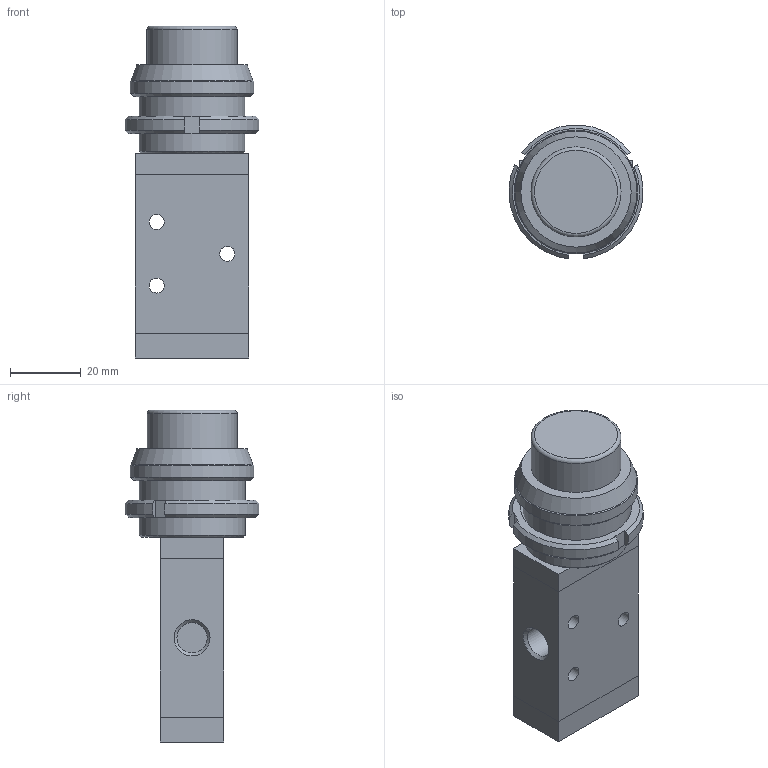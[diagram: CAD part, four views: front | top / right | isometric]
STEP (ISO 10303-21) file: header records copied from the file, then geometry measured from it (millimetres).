
FILE_DESCRIPTION((''),'2;1');
FILE_NAME('228_32_7_1-#.stp','2006-12-19T11:39:13',('rivolro1'),(''),'Autodesk Inventor 11','Autodesk Inventor 11','');
FILE_SCHEMA(('AUTOMOTIVE_DESIGN { 1 0 10303 214 1 1 1 1 }'));
Length unit declared in the file: millimetre
Products named in the file (3): 228_32_7_1-#; RS-105-28
Assembly tree (2 placements, depth 2):
  228_32_7_1-#
    228_32_7_1-#
    RS-105-28
Bounding box: 37.89 x 37.82 x 94 mm (x, y, z)
Volume: 58229.9 mm3; surface area: 13992.9 mm2
Topology: 2 solids, 2 shells, 65 faces, 149 edges, 95 vertices
Faces by surface type: plane 33, cone 11, bspline 11, cylinder 9, torus 1
Full cylindrical faces by diameter (mm): 4.25 x3, 25.5 x1, 30 x1, 35 x1
Entity records: 1897 total; most frequent: CARTESIAN_POINT 459, DIRECTION 278, ORIENTED_EDGE 254, EDGE_CURVE 127, AXIS2_PLACEMENT_3D 104, EDGE_LOOP 100, VERTEX_POINT 93, VECTOR 70
